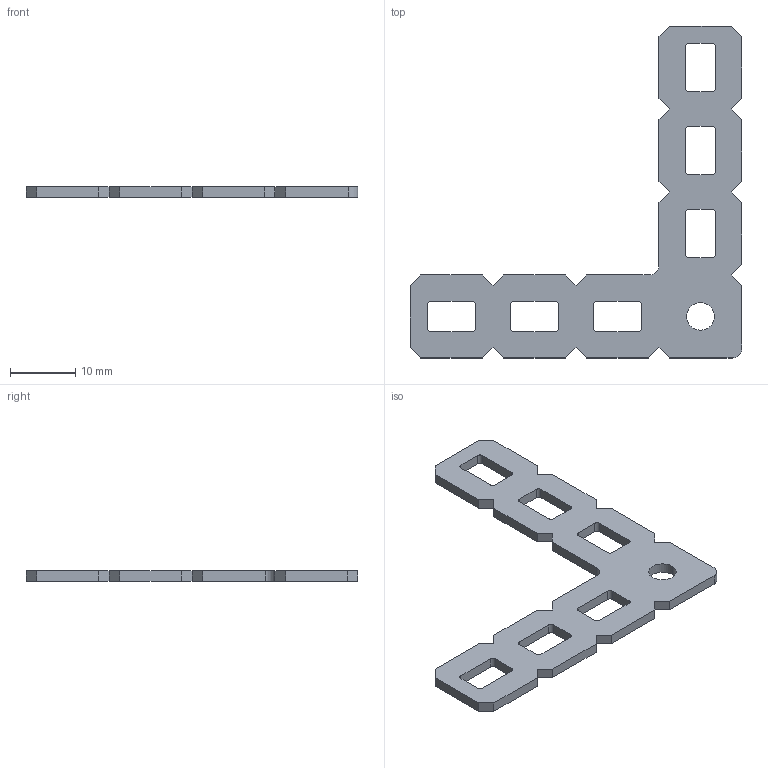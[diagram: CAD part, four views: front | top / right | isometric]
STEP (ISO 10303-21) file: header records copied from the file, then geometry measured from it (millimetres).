
FILE_DESCRIPTION (( 'STEP AP214' ), '1' );
FILE_NAME ('276-7761-001 Rev1.STEP', '2020-10-12T19:53:33', ( '' ), ( '' ), 'SwSTEP 2.0', 'SolidWorks 2019', '' );
FILE_SCHEMA (( 'AUTOMOTIVE_DESIGN' ));
Length unit declared in the file: inch
Products named in the file (1): 276-7761-001 Rev1
Bounding box: 50.8 x 50.8 x 1.57 mm (x, y, z)
Volume: 1386.2 mm3; surface area: 2332.9 mm2
Topology: 1 solids, 1 shells, 94 faces, 276 edges, 184 vertices
Faces by surface type: plane 66, cylinder 28
Entity records: 3184 total; most frequent: CARTESIAN_POINT 555, ORIENTED_EDGE 552, DIRECTION 522, EDGE_CURVE 276, VECTOR 220, LINE 220, VERTEX_POINT 184, AXIS2_PLACEMENT_3D 151
